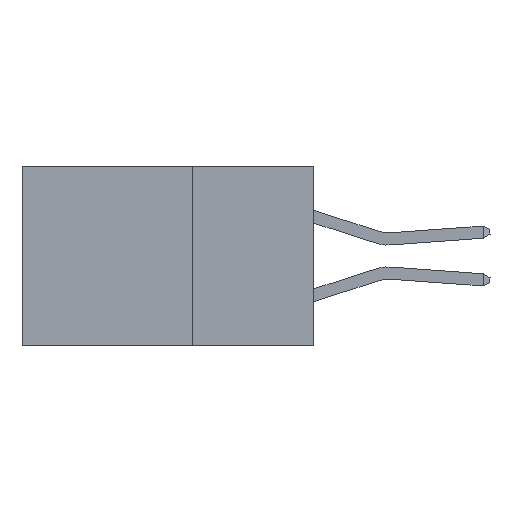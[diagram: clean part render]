
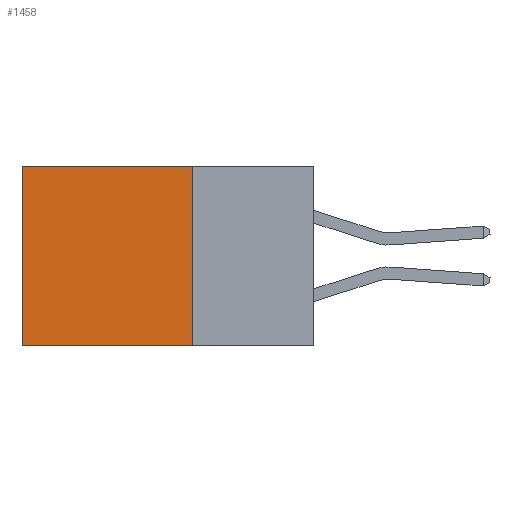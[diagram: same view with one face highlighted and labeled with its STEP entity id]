
A CAD part, left-side view. The second image highlights one B-rep face of the part: STEP entity #1458.
In plain terms, the highlighted planar face has unit normal (-1, 0, 0).
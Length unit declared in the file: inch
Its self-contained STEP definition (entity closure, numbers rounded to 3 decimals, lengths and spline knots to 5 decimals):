
#259 = CARTESIAN_POINT ( 'NONE',  ( 0.2875, 0.6, 0. ) ) ;
#1047 = CARTESIAN_POINT ( 'NONE',  ( 0.2875, 0.6, 0. ) ) ;
#1458 = ADVANCED_FACE ( 'NONE', ( #17232 ), #6719, .F. ) ;
#2012 = CARTESIAN_POINT ( 'NONE',  ( 0.2875, 0.6, -0.37 ) ) ;
#2121 = CARTESIAN_POINT ( 'NONE',  ( 0.2875, 0.25, 0. ) ) ;
#3991 = DIRECTION ( 'NONE',  ( 0., 0., -1. ) ) ;
#6719 = PLANE ( 'NONE',  #19869 ) ;
#9016 = DIRECTION ( 'NONE',  ( 0., 0., -1. ) ) ;
#9225 = CARTESIAN_POINT ( 'NONE',  ( 0.2875, 0.25, 0. ) ) ;
#10113 = DIRECTION ( 'NONE',  ( 0., 1., 0. ) ) ;
#11048 = CARTESIAN_POINT ( 'NONE',  ( 0.2875, 0.25, 0. ) ) ;
#11551 = ORIENTED_EDGE ( 'NONE', *, *, #14819, .F. ) ;
#11595 = ORIENTED_EDGE ( 'NONE', *, *, #27150, .T. ) ;
#12469 = DIRECTION ( 'NONE',  ( 0., 0., -1. ) ) ;
#12490 = CARTESIAN_POINT ( 'NONE',  ( 0.2875, 0.25, -0.37 ) ) ;
#13831 = VERTEX_POINT ( 'NONE', #259 ) ;
#13929 = LINE ( 'NONE', #1047, #17198 ) ;
#14030 = CARTESIAN_POINT ( 'NONE',  ( 0.2875, 0.25, -0.37 ) ) ;
#14505 = VERTEX_POINT ( 'NONE', #2012 ) ;
#14819 = EDGE_CURVE ( 'NONE', #15049, #18723, #23154, .T. ) ;
#15049 = VERTEX_POINT ( 'NONE', #11048 ) ;
#16061 = VECTOR ( 'NONE', #10113, 39.37008 ) ;
#17198 = VECTOR ( 'NONE', #9016, 39.37008 ) ;
#17232 = FACE_OUTER_BOUND ( 'NONE', #20481, .T. ) ;
#18260 = VECTOR ( 'NONE', #12469, 39.37008 ) ;
#18316 = VECTOR ( 'NONE', #29391, 39.37008 ) ;
#18723 = VERTEX_POINT ( 'NONE', #14030 ) ;
#19869 = AXIS2_PLACEMENT_3D ( 'NONE', #29935, #27074, #3991 ) ;
#20481 = EDGE_LOOP ( 'NONE', ( #23782, #23491, #11551, #11595 ) ) ;
#22123 = LINE ( 'NONE', #9225, #18316 ) ;
#23154 = LINE ( 'NONE', #2121, #18260 ) ;
#23491 = ORIENTED_EDGE ( 'NONE', *, *, #23691, .F. ) ;
#23691 = EDGE_CURVE ( 'NONE', #18723, #14505, #33323, .T. ) ;
#23782 = ORIENTED_EDGE ( 'NONE', *, *, #26173, .T. ) ;
#26173 = EDGE_CURVE ( 'NONE', #13831, #14505, #13929, .T. ) ;
#27074 = DIRECTION ( 'NONE',  ( 1., 0., 0. ) ) ;
#27150 = EDGE_CURVE ( 'NONE', #15049, #13831, #22123, .T. ) ;
#29391 = DIRECTION ( 'NONE',  ( 0., 1., 0. ) ) ;
#29935 = CARTESIAN_POINT ( 'NONE',  ( 0.2875, 0.25, 0. ) ) ;
#33323 = LINE ( 'NONE', #12490, #16061 ) ;
